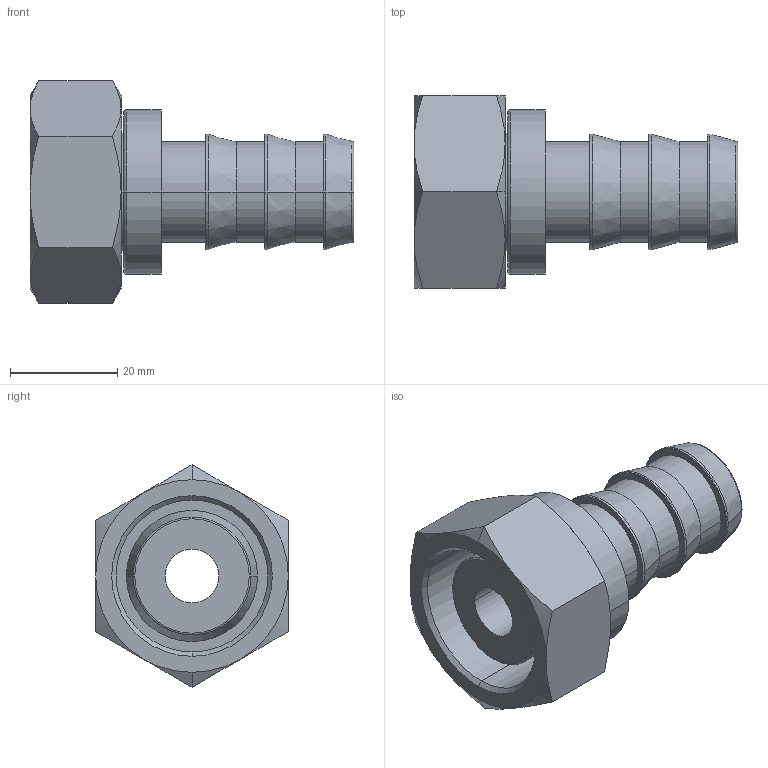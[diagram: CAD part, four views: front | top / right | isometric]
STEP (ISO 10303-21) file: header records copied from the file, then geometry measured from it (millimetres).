
FILE_DESCRIPTION(('STEP AP214'),'1');
FILE_NAME('0132_22_69.stp','2016-07-07T14:22:35',('TraceParts'),('TraceParts S.A.'),'Spatial InterOp 3D',' ',' ');
FILE_SCHEMA(('automotive_design'));
Length unit declared in the file: millimetre
Products named in the file (1): 0132-22-69_ASM|Next assembly relationship#37711-11;37711-11
Bounding box: 60.5 x 36 x 41.57 mm (x, y, z)
Volume: 24112.4 mm3; surface area: 12955.4 mm2
Topology: 1 solids, 1 shells, 123 faces, 268 edges, 162 vertices
Faces by surface type: plane 40, cylinder 37, cone 28, torus 18
Entity records: 3495 total; most frequent: CARTESIAN_POINT 722, DIRECTION 626, ORIENTED_EDGE 536, EDGE_CURVE 268, AXIS2_PLACEMENT_3D 258, VERTEX_POINT 162, EDGE_LOOP 140, CIRCLE 134
